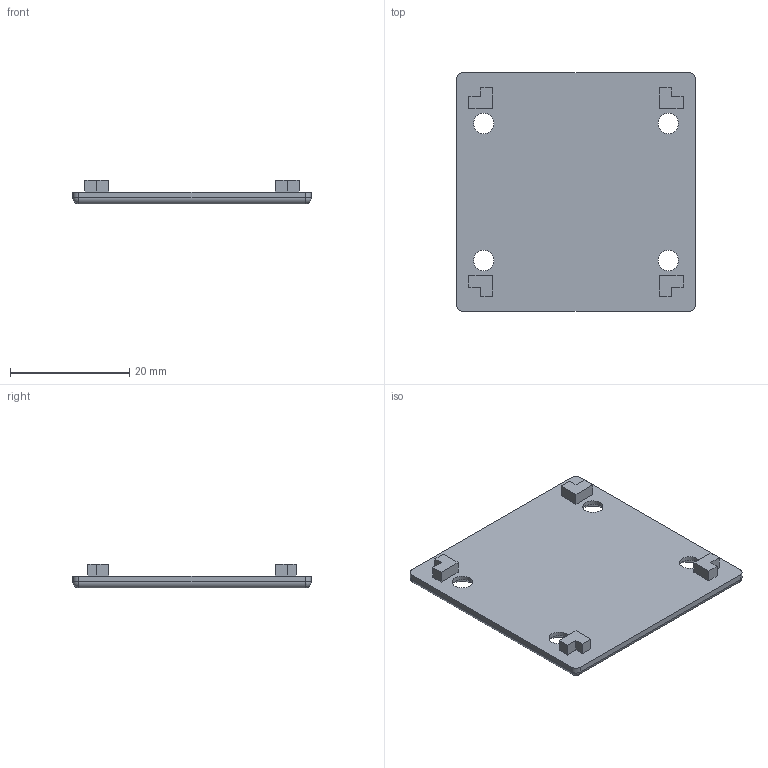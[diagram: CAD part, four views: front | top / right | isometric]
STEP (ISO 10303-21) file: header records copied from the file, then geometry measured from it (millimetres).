
FILE_DESCRIPTION(('FreeCAD Model'),'2;1');
FILE_NAME('Open CASCADE Shape Model','2025-11-14T10:53:46',(''),(''), 'Open CASCADE STEP processor 7.8','FreeCAD','Unknown');
FILE_SCHEMA(('AUTOMOTIVE_DESIGN { 1 0 10303 214 1 1 1 1 }'));
Length unit declared in the file: millimetre
Products named in the file (1): Fillet003
Bounding box: 40 x 40 x 4 mm (x, y, z)
Volume: 3134.7 mm3; surface area: 3555.5 mm2
Topology: 1 solids, 1 shells, 54 faces, 132 edges, 80 vertices
Faces by surface type: plane 34, cylinder 12, cone 4, sphere 4
Full cylindrical faces by diameter (mm): 3.4 x4
Entity records: 1570 total; most frequent: DIRECTION 266, CARTESIAN_POINT 263, ORIENTED_EDGE 256, EDGE_CURVE 128, LINE 100, VECTOR 100, AXIS2_PLACEMENT_3D 83, VERTEX_POINT 80
